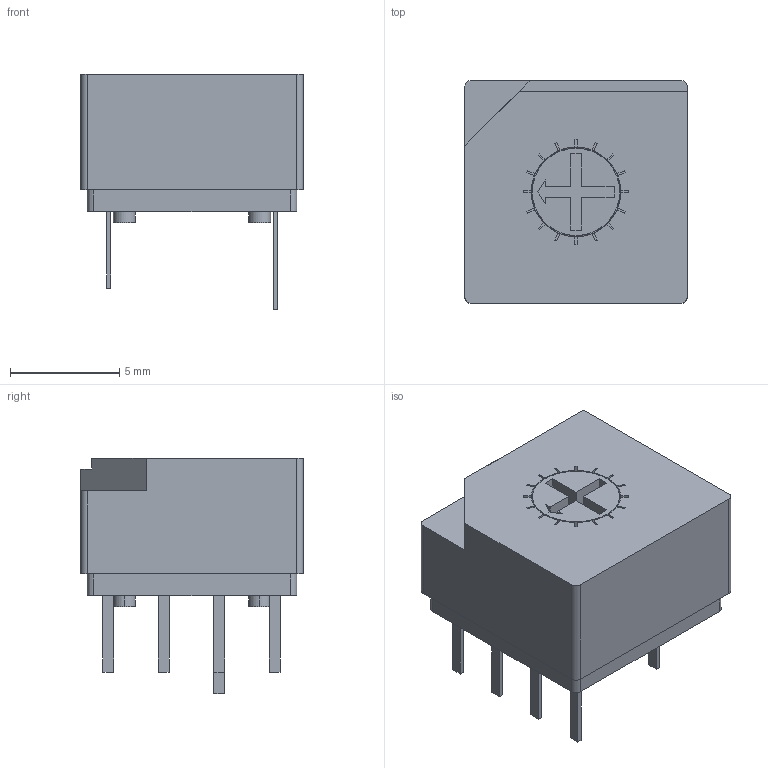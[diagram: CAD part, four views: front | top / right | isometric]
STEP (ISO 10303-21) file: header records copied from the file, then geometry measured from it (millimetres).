
FILE_DESCRIPTION (( 'STEP AP214' ), '1' );
FILE_NAME ('S-1010A.STEP', '2019-12-26T07:52:50', ( '' ), ( '' ), 'SwSTEP 2.0', 'SolidWorks 2019', '' );
FILE_SCHEMA (( 'AUTOMOTIVE_DESIGN' ));
Length unit declared in the file: millimetre
Products named in the file (1): S-1010A
Bounding box: 10.2 x 10.2 x 10.8 mm (x, y, z)
Volume: 634.2 mm3; surface area: 519.7 mm2
Topology: 1 solids, 1 shells, 146 faces, 393 edges, 262 vertices
Faces by surface type: plane 126, cylinder 20
Entity records: 5133 total; most frequent: CARTESIAN_POINT 802, ORIENTED_EDGE 786, DIRECTION 759, EDGE_CURVE 393, VECTOR 321, LINE 321, VERTEX_POINT 262, AXIS2_PLACEMENT_3D 219
